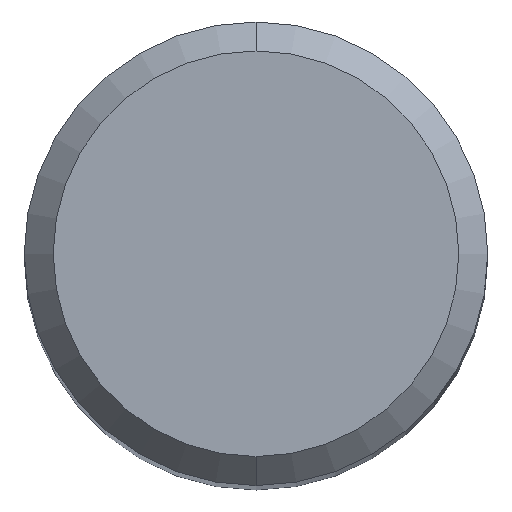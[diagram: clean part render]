
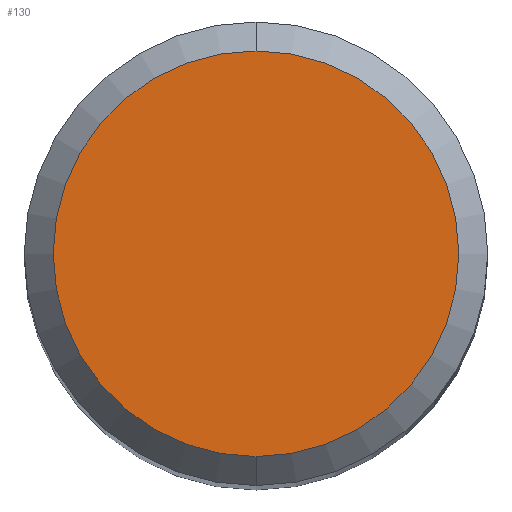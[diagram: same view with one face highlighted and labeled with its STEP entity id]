
A CAD part, top view. The second image highlights one B-rep face of the part: STEP entity #130.
In plain terms, the highlighted planar face has unit normal (0, 0, 1).
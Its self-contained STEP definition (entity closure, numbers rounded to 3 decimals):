
#4 = EDGE_CURVE ( 'NONE', #8, #45, #128, .T. ) ;
#8 = VERTEX_POINT ( 'NONE', #262 ) ;
#39 = AXIS2_PLACEMENT_3D ( 'NONE', #261, #232, #338 ) ;
#42 = EDGE_LOOP ( 'NONE', ( #173, #119 ) ) ;
#45 = VERTEX_POINT ( 'NONE', #162 ) ;
#60 = CARTESIAN_POINT ( 'NONE',  ( 0., 0., 63. ) ) ;
#68 = PLANE ( 'NONE',  #39 ) ;
#119 = ORIENTED_EDGE ( 'NONE', *, *, #174, .F. ) ;
#128 = CIRCLE ( 'NONE', #353, 3.5 ) ;
#130 = ADVANCED_FACE ( 'NONE', ( #208 ), #68, .F. ) ;
#138 = DIRECTION ( 'NONE',  ( 0., 1., 0. ) ) ;
#141 = CARTESIAN_POINT ( 'NONE',  ( 0., 0., 63. ) ) ;
#162 = CARTESIAN_POINT ( 'NONE',  ( 0., -3.5, 63. ) ) ;
#167 = DIRECTION ( 'NONE',  ( 0., 1., 0. ) ) ;
#173 = ORIENTED_EDGE ( 'NONE', *, *, #4, .F. ) ;
#174 = EDGE_CURVE ( 'NONE', #45, #8, #250, .T. ) ;
#206 = AXIS2_PLACEMENT_3D ( 'NONE', #60, #304, #167 ) ;
#208 = FACE_OUTER_BOUND ( 'NONE', #42, .T. ) ;
#232 = DIRECTION ( 'NONE',  ( 0., 0., -1. ) ) ;
#250 = CIRCLE ( 'NONE', #206, 3.5 ) ;
#261 = CARTESIAN_POINT ( 'NONE',  ( 0., 0., 63. ) ) ;
#262 = CARTESIAN_POINT ( 'NONE',  ( 0., 3.5, 63. ) ) ;
#304 = DIRECTION ( 'NONE',  ( 0., 0., -1. ) ) ;
#338 = DIRECTION ( 'NONE',  ( 0., 1., 0. ) ) ;
#348 = DIRECTION ( 'NONE',  ( 0., 0., -1. ) ) ;
#353 = AXIS2_PLACEMENT_3D ( 'NONE', #141, #348, #138 ) ;
